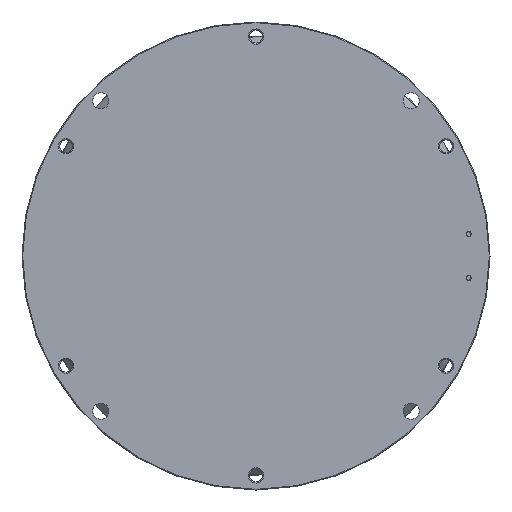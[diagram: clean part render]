
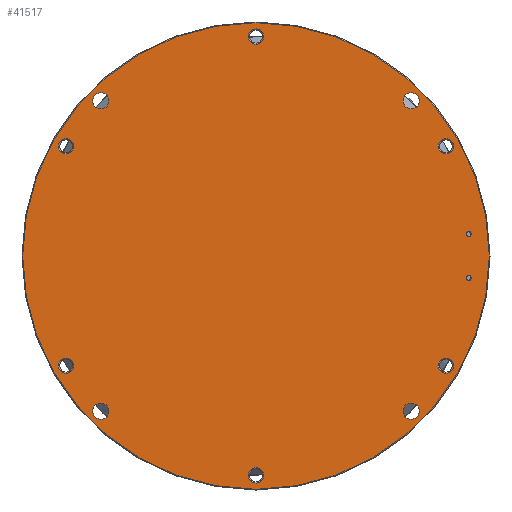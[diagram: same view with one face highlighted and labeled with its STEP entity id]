
A CAD part, left-side view. The second image highlights one B-rep face of the part: STEP entity #41517.
In plain terms, the highlighted planar face has unit normal (-1, 0, 0).
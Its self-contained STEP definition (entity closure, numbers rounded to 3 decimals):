
#180 = VERTEX_POINT ( 'NONE', #15893 ) ;
#465 = CARTESIAN_POINT ( 'NONE',  ( 0., -291., 30. ) ) ;
#974 = EDGE_LOOP ( 'NONE', ( #13883 ) ) ;
#1281 = FACE_BOUND ( 'NONE', #45178, .T. ) ;
#1465 = ORIENTED_EDGE ( 'NONE', *, *, #19528, .T. ) ;
#2099 = CIRCLE ( 'NONE', #30701, 3.4 ) ;
#2527 = CARTESIAN_POINT ( 'NONE',  ( 0., -212.132, -212.132 ) ) ;
#3711 = VERTEX_POINT ( 'NONE', #19519 ) ;
#3770 = VERTEX_POINT ( 'NONE', #19583 ) ;
#4010 = ORIENTED_EDGE ( 'NONE', *, *, #17901, .F. ) ;
#4037 = CARTESIAN_POINT ( 'NONE',  ( 0., 0., -310.5 ) ) ;
#4387 = CARTESIAN_POINT ( 'NONE',  ( 0., 259.808, -150. ) ) ;
#4414 = CIRCLE ( 'NONE', #32897, 11. ) ;
#5075 = CARTESIAN_POINT ( 'NONE',  ( 0., -291., -33.4 ) ) ;
#5113 = FACE_BOUND ( 'NONE', #19333, .T. ) ;
#5223 = CIRCLE ( 'NONE', #11824, 11. ) ;
#6379 = AXIS2_PLACEMENT_3D ( 'NONE', #20389, #20319, #20313 ) ;
#6636 = ORIENTED_EDGE ( 'NONE', *, *, #21627, .T. ) ;
#7141 = ORIENTED_EDGE ( 'NONE', *, *, #32735, .T. ) ;
#7675 = CIRCLE ( 'NONE', #35902, 10.5 ) ;
#9001 = FACE_BOUND ( 'NONE', #31269, .T. ) ;
#9206 = CARTESIAN_POINT ( 'NONE',  ( 0., 319., 0. ) ) ;
#9220 = AXIS2_PLACEMENT_3D ( 'NONE', #17055, #43664, #9288 ) ;
#9244 = DIRECTION ( 'NONE',  ( 0., 1., 0. ) ) ;
#9288 = DIRECTION ( 'NONE',  ( 0., 0., -1. ) ) ;
#9636 = CIRCLE ( 'NONE', #37730, 11. ) ;
#10377 = CIRCLE ( 'NONE', #38429, 319. ) ;
#10513 = DIRECTION ( 'NONE',  ( 0., 0., 1. ) ) ;
#10704 = EDGE_CURVE ( 'NONE', #3770, #3770, #9636, .T. ) ;
#10912 = AXIS2_PLACEMENT_3D ( 'NONE', #31100, #46048, #11746 ) ;
#11028 = AXIS2_PLACEMENT_3D ( 'NONE', #465, #16181, #31609 ) ;
#11268 = ORIENTED_EDGE ( 'NONE', *, *, #32834, .T. ) ;
#11378 = EDGE_CURVE ( 'NONE', #38616, #38616, #28549, .T. ) ;
#11746 = DIRECTION ( 'NONE',  ( 0., 0., -1. ) ) ;
#11810 = DIRECTION ( 'NONE',  ( 1., 0., 0. ) ) ;
#11824 = AXIS2_PLACEMENT_3D ( 'NONE', #29943, #44834, #10513 ) ;
#11994 = VERTEX_POINT ( 'NONE', #27700 ) ;
#12259 = CARTESIAN_POINT ( 'NONE',  ( 0., -212.132, -201.132 ) ) ;
#12493 = CARTESIAN_POINT ( 'NONE',  ( 0., -259.808, 150. ) ) ;
#12821 = CARTESIAN_POINT ( 'NONE',  ( 0., 212.132, 223.132 ) ) ;
#12864 = FACE_BOUND ( 'NONE', #43643, .T. ) ;
#13126 = PLANE ( 'NONE',  #27088 ) ;
#13883 = ORIENTED_EDGE ( 'NONE', *, *, #18891, .T. ) ;
#15893 = CARTESIAN_POINT ( 'NONE',  ( 0., -212.132, 223.132 ) ) ;
#16181 = DIRECTION ( 'NONE',  ( 1., 0., 0. ) ) ;
#17008 = FACE_BOUND ( 'NONE', #43789, .T. ) ;
#17055 = CARTESIAN_POINT ( 'NONE',  ( 0., 0., 300. ) ) ;
#17901 = EDGE_CURVE ( 'NONE', #47074, #47074, #30637, .T. ) ;
#18304 = DIRECTION ( 'NONE',  ( -1., 0., 0. ) ) ;
#18528 = ORIENTED_EDGE ( 'NONE', *, *, #11378, .T. ) ;
#18891 = EDGE_CURVE ( 'NONE', #39595, #39595, #2099, .T. ) ;
#19063 = DIRECTION ( 'NONE',  ( 0., 1., 0. ) ) ;
#19104 = DIRECTION ( 'NONE',  ( -1., 0., 0. ) ) ;
#19113 = CARTESIAN_POINT ( 'NONE',  ( 0., 0., 0. ) ) ;
#19333 = EDGE_LOOP ( 'NONE', ( #30653 ) ) ;
#19519 = CARTESIAN_POINT ( 'NONE',  ( 0., 0., 289.5 ) ) ;
#19528 = EDGE_CURVE ( 'NONE', #43581, #43581, #10377, .T. ) ;
#19583 = CARTESIAN_POINT ( 'NONE',  ( 0., 212.132, -201.132 ) ) ;
#19785 = VERTEX_POINT ( 'NONE', #34941 ) ;
#20189 = DIRECTION ( 'NONE',  ( 1., 0., 0. ) ) ;
#20313 = DIRECTION ( 'NONE',  ( 0., 0., -1. ) ) ;
#20319 = DIRECTION ( 'NONE',  ( 1., 0., 0. ) ) ;
#20389 = CARTESIAN_POINT ( 'NONE',  ( 0., 0., -300. ) ) ;
#20599 = ORIENTED_EDGE ( 'NONE', *, *, #36331, .F. ) ;
#20816 = CIRCLE ( 'NONE', #48415, 10.5 ) ;
#20910 = FACE_BOUND ( 'NONE', #44674, .T. ) ;
#21627 = EDGE_CURVE ( 'NONE', #28952, #28952, #43218, .T. ) ;
#21669 = ORIENTED_EDGE ( 'NONE', *, *, #34760, .T. ) ;
#21833 = VERTEX_POINT ( 'NONE', #36830 ) ;
#22008 = AXIS2_PLACEMENT_3D ( 'NONE', #46113, #11810, #27519 ) ;
#23437 = VERTEX_POINT ( 'NONE', #38309 ) ;
#24830 = FACE_BOUND ( 'NONE', #25326, .T. ) ;
#25326 = EDGE_LOOP ( 'NONE', ( #18528 ) ) ;
#25815 = ORIENTED_EDGE ( 'NONE', *, *, #34062, .T. ) ;
#27079 = DIRECTION ( 'NONE',  ( 0., 0., -1. ) ) ;
#27088 = AXIS2_PLACEMENT_3D ( 'NONE', #28758, #43621, #9244 ) ;
#27090 = DIRECTION ( 'NONE',  ( 1., 0., 0. ) ) ;
#27100 = CARTESIAN_POINT ( 'NONE',  ( 0., -291., -30. ) ) ;
#27519 = DIRECTION ( 'NONE',  ( 0., 0., -1. ) ) ;
#27700 = CARTESIAN_POINT ( 'NONE',  ( 0., -291., 26.6 ) ) ;
#28164 = DIRECTION ( 'NONE',  ( 1., 0., 0. ) ) ;
#28431 = DIRECTION ( 'NONE',  ( 0., 0., 1. ) ) ;
#28438 = DIRECTION ( 'NONE',  ( -1., 0., 0. ) ) ;
#28490 = CARTESIAN_POINT ( 'NONE',  ( 0., 212.132, -212.132 ) ) ;
#28518 = FACE_BOUND ( 'NONE', #974, .T. ) ;
#28549 = CIRCLE ( 'NONE', #6379, 10.5 ) ;
#28758 = CARTESIAN_POINT ( 'NONE',  ( 0., 320., 0. ) ) ;
#28952 = VERTEX_POINT ( 'NONE', #43819 ) ;
#29943 = CARTESIAN_POINT ( 'NONE',  ( 0., -212.132, 212.132 ) ) ;
#30637 = CIRCLE ( 'NONE', #36782, 11. ) ;
#30653 = ORIENTED_EDGE ( 'NONE', *, *, #47631, .T. ) ;
#30701 = AXIS2_PLACEMENT_3D ( 'NONE', #27100, #27090, #27079 ) ;
#31100 = CARTESIAN_POINT ( 'NONE',  ( 0., 259.808, 150. ) ) ;
#31208 = CIRCLE ( 'NONE', #9220, 10.5 ) ;
#31269 = EDGE_LOOP ( 'NONE', ( #6636 ) ) ;
#31609 = DIRECTION ( 'NONE',  ( 0., 0., -1. ) ) ;
#32084 = ORIENTED_EDGE ( 'NONE', *, *, #10704, .F. ) ;
#32382 = FACE_BOUND ( 'NONE', #40763, .T. ) ;
#32735 = EDGE_CURVE ( 'NONE', #23437, #23437, #20816, .T. ) ;
#32785 = CIRCLE ( 'NONE', #10912, 10.5 ) ;
#32834 = EDGE_CURVE ( 'NONE', #3711, #3711, #31208, .T. ) ;
#32897 = AXIS2_PLACEMENT_3D ( 'NONE', #2527, #18304, #33588 ) ;
#32899 = CIRCLE ( 'NONE', #11028, 3.4 ) ;
#33588 = DIRECTION ( 'NONE',  ( 0., 0., 1. ) ) ;
#34062 = EDGE_CURVE ( 'NONE', #19785, #19785, #7675, .T. ) ;
#34598 = EDGE_CURVE ( 'NONE', #180, #180, #5223, .T. ) ;
#34760 = EDGE_CURVE ( 'NONE', #11994, #11994, #32899, .T. ) ;
#34941 = CARTESIAN_POINT ( 'NONE',  ( 0., -259.808, 139.5 ) ) ;
#35313 = DIRECTION ( 'NONE',  ( 0., 0., -1. ) ) ;
#35902 = AXIS2_PLACEMENT_3D ( 'NONE', #12493, #28164, #42993 ) ;
#35979 = FACE_BOUND ( 'NONE', #45428, .T. ) ;
#36331 = EDGE_CURVE ( 'NONE', #46540, #46540, #4414, .T. ) ;
#36782 = AXIS2_PLACEMENT_3D ( 'NONE', #38661, #38651, #38639 ) ;
#36830 = CARTESIAN_POINT ( 'NONE',  ( 0., 259.808, 139.5 ) ) ;
#37730 = AXIS2_PLACEMENT_3D ( 'NONE', #28490, #28438, #28431 ) ;
#38309 = CARTESIAN_POINT ( 'NONE',  ( 0., 259.808, -160.5 ) ) ;
#38429 = AXIS2_PLACEMENT_3D ( 'NONE', #19113, #19104, #19063 ) ;
#38616 = VERTEX_POINT ( 'NONE', #4037 ) ;
#38639 = DIRECTION ( 'NONE',  ( 0., 0., 1. ) ) ;
#38651 = DIRECTION ( 'NONE',  ( -1., 0., 0. ) ) ;
#38661 = CARTESIAN_POINT ( 'NONE',  ( 0., 212.132, 212.132 ) ) ;
#39595 = VERTEX_POINT ( 'NONE', #5075 ) ;
#39637 = FACE_BOUND ( 'NONE', #45908, .T. ) ;
#40305 = EDGE_LOOP ( 'NONE', ( #25815 ) ) ;
#40763 = EDGE_LOOP ( 'NONE', ( #32084 ) ) ;
#41517 = ADVANCED_FACE ( 'NONE', ( #12864, #28518, #43374, #9001, #24830, #39637, #5113, #20910, #35979, #1281, #17008, #32382, #47353 ), #13126, .F. ) ;
#42993 = DIRECTION ( 'NONE',  ( 0., 0., -1. ) ) ;
#43218 = CIRCLE ( 'NONE', #22008, 10.5 ) ;
#43374 = FACE_BOUND ( 'NONE', #40305, .T. ) ;
#43581 = VERTEX_POINT ( 'NONE', #9206 ) ;
#43621 = DIRECTION ( 'NONE',  ( 1., 0., 0. ) ) ;
#43643 = EDGE_LOOP ( 'NONE', ( #21669 ) ) ;
#43664 = DIRECTION ( 'NONE',  ( 1., 0., 0. ) ) ;
#43789 = EDGE_LOOP ( 'NONE', ( #20599 ) ) ;
#43819 = CARTESIAN_POINT ( 'NONE',  ( 0., -259.808, -160.5 ) ) ;
#44196 = EDGE_LOOP ( 'NONE', ( #1465 ) ) ;
#44674 = EDGE_LOOP ( 'NONE', ( #11268 ) ) ;
#44834 = DIRECTION ( 'NONE',  ( -1., 0., 0. ) ) ;
#45178 = EDGE_LOOP ( 'NONE', ( #46826 ) ) ;
#45428 = EDGE_LOOP ( 'NONE', ( #4010 ) ) ;
#45908 = EDGE_LOOP ( 'NONE', ( #7141 ) ) ;
#46048 = DIRECTION ( 'NONE',  ( 1., 0., 0. ) ) ;
#46113 = CARTESIAN_POINT ( 'NONE',  ( 0., -259.808, -150. ) ) ;
#46540 = VERTEX_POINT ( 'NONE', #12259 ) ;
#46826 = ORIENTED_EDGE ( 'NONE', *, *, #34598, .F. ) ;
#47074 = VERTEX_POINT ( 'NONE', #12821 ) ;
#47353 = FACE_OUTER_BOUND ( 'NONE', #44196, .T. ) ;
#47631 = EDGE_CURVE ( 'NONE', #21833, #21833, #32785, .T. ) ;
#48415 = AXIS2_PLACEMENT_3D ( 'NONE', #4387, #20189, #35313 ) ;
